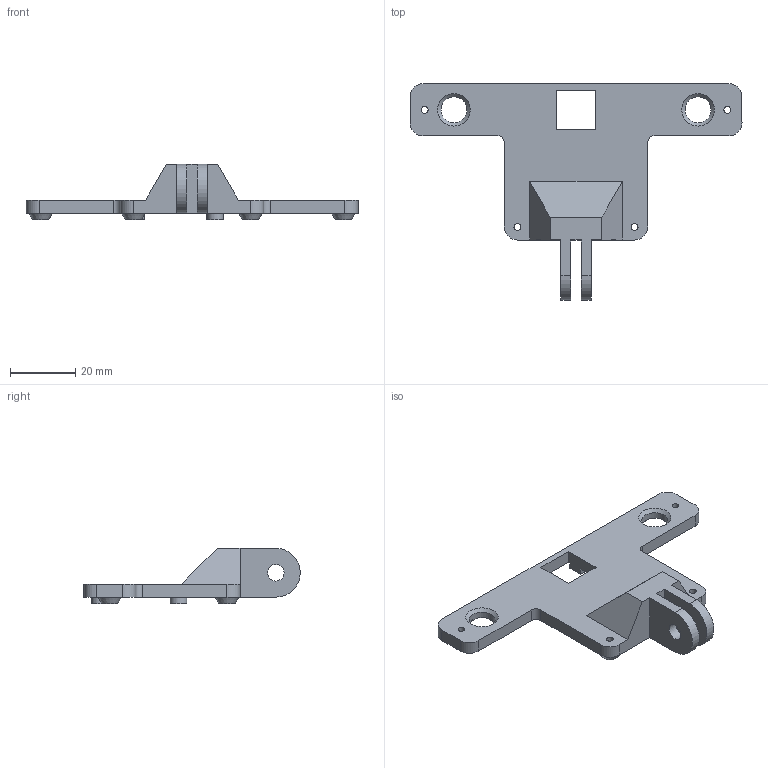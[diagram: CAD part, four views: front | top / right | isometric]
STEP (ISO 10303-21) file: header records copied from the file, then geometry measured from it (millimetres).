
FILE_DESCRIPTION(/* description */ (''),/* implementation_level */ '2;1');
FILE_NAME(/* name */ '1098obc_gopro_bracket v19.step',/* time_stamp */ '2020-05-27T13:30:23-06:00',/* author */ (''),/* organization */ (''),/* preprocessor_version */ 'ST-DEVELOPER v18.1',/* originating_system */ 'Autodesk Translation Framework v9.3.0.1241',/* authorisation */ '');
FILE_SCHEMA (('AUTOMOTIVE_DESIGN { 1 0 10303 214 3 1 1 }'));
Length unit declared in the file: millimetre
Products named in the file (1): 1098obc_gopro_bracket
Bounding box: 102 x 66.5 x 17 mm (x, y, z)
Volume: 15899.5 mm3; surface area: 9159.7 mm2
Topology: 1 solids, 1 shells, 70 faces, 175 edges, 116 vertices
Faces by surface type: plane 42, cylinder 22, cone 6
Full cylindrical faces by diameter (mm): 2.1 x4, 5 x3, 5.1 x2, 8 x2
Entity records: 2166 total; most frequent: DIRECTION 371, CARTESIAN_POINT 362, ORIENTED_EDGE 350, EDGE_CURVE 175, AXIS2_PLACEMENT_3D 125, LINE 121, VECTOR 121, VERTEX_POINT 116
